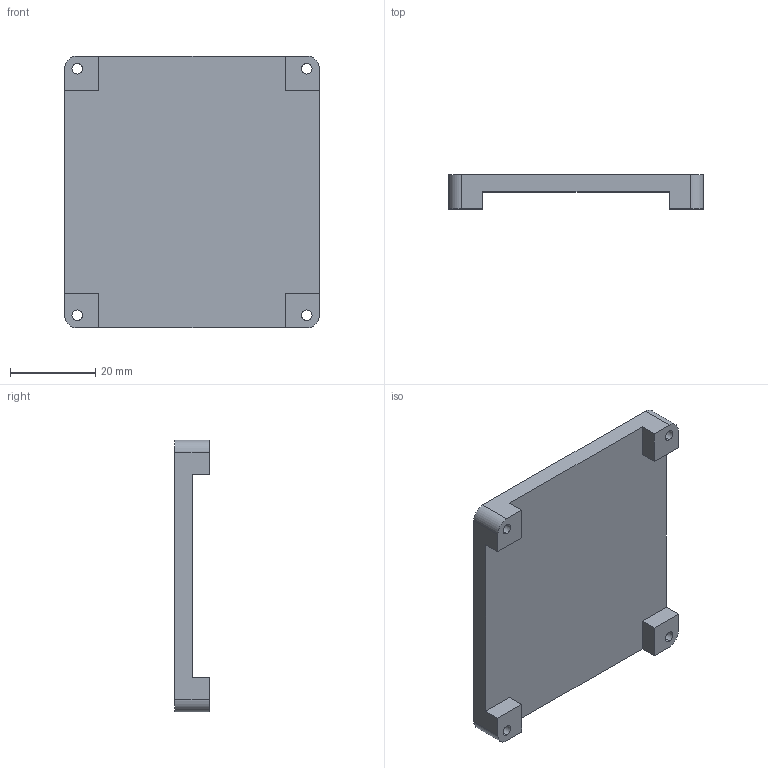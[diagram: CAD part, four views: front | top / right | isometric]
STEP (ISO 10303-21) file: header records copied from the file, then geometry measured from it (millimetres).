
FILE_DESCRIPTION (( 'STEP AP214' ), '1' );
FILE_NAME ('【机加工件】cnc_电容组顶底板_d2', '2025-03-24T05:10:49', ( '' ), ( '' ), 'SwSTEP 2.0', 'SolidWorks 2024', '' );
FILE_SCHEMA (( 'AUTOMOTIVE_DESIGN' ));
Length unit declared in the file: millimetre
Products named in the file (1): 【机加工件】cnc_电容组顶底板_d2.5_带r标1
Bounding box: 59.97 x 8 x 63.97 mm (x, y, z)
Volume: 15869.1 mm3; surface area: 9425.9 mm2
Topology: 1 solids, 1 shells, 61 faces, 168 edges, 112 vertices
Faces by surface type: plane 43, cylinder 18
Entity records: 1977 total; most frequent: CARTESIAN_POINT 342, ORIENTED_EDGE 336, DIRECTION 328, EDGE_CURVE 168, VECTOR 132, LINE 132, VERTEX_POINT 112, AXIS2_PLACEMENT_3D 98
